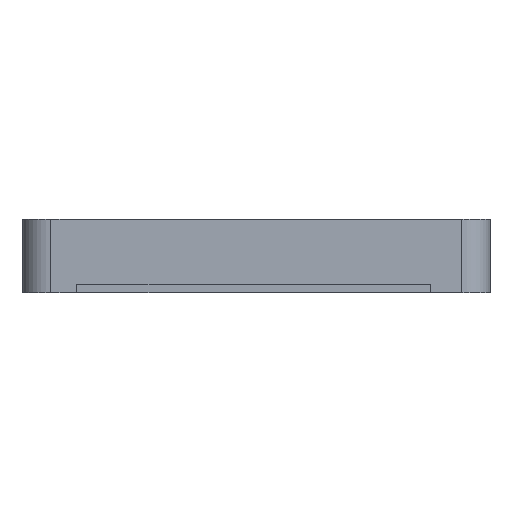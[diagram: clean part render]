
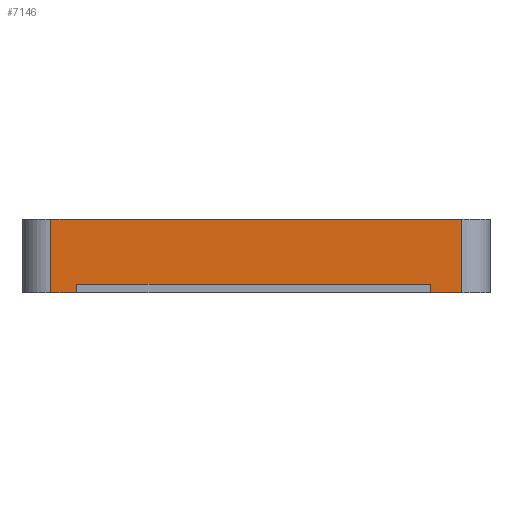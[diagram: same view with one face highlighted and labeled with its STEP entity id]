
A CAD part, left-side view. The second image highlights one B-rep face of the part: STEP entity #7146.
In plain terms, the highlighted planar face has unit normal (-1, 0, 0).
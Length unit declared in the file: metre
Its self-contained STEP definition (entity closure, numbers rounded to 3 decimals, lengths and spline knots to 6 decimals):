
#1297=ORIENTED_EDGE('',*,*,#3270,.F.);
#1298=ORIENTED_EDGE('',*,*,#3271,.T.);
#1299=ORIENTED_EDGE('',*,*,#3247,.T.);
#1300=ORIENTED_EDGE('',*,*,#3272,.T.);
#3247=EDGE_CURVE('',#4272,#4271,#4865,.T.);
#3270=EDGE_CURVE('',#4287,#4288,#4879,.T.);
#3271=EDGE_CURVE('',#4287,#4272,#4880,.F.);
#3272=EDGE_CURVE('',#4271,#4288,#4881,.T.);
#4271=VERTEX_POINT('',#10873);
#4272=VERTEX_POINT('',#10875);
#4287=VERTEX_POINT('',#10922);
#4288=VERTEX_POINT('',#10923);
#4865=LINE('',#10874,#5531);
#4879=LINE('',#10921,#5545);
#4880=LINE('',#10924,#5546);
#4881=LINE('',#10925,#5547);
#5531=VECTOR('',#8697,1.);
#5545=VECTOR('',#8747,1.);
#5546=VECTOR('',#8748,1.);
#5547=VECTOR('',#8749,1.);
#6077=EDGE_LOOP('',(#1297,#1298,#1299,#1300));
#6539=FACE_BOUND('',#6077,.T.);
#6927=PLANE('',#7725);
#7146=ADVANCED_FACE('',(#6539),#6927,.T.);
#7725=AXIS2_PLACEMENT_3D('',#10920,#8745,#8746);
#8697=DIRECTION('',(0.,1.,0.));
#8745=DIRECTION('',(-1.,0.,0.));
#8746=DIRECTION('',(0.,0.,1.));
#8747=DIRECTION('',(0.,1.,0.));
#8748=DIRECTION('',(0.,0.,-1.));
#8749=DIRECTION('',(0.,0.,-1.));
#10873=CARTESIAN_POINT('',(-0.033732,0.050418,0.013));
#10874=CARTESIAN_POINT('',(-0.033732,0.050668,0.013));
#10875=CARTESIAN_POINT('',(-0.033732,-0.021992,0.013));
#10920=CARTESIAN_POINT('',(-0.033732,0.050668,0.013));
#10921=CARTESIAN_POINT('',(-0.033732,0.050668,0.));
#10922=CARTESIAN_POINT('',(-0.033732,-0.021992,0.));
#10923=CARTESIAN_POINT('',(-0.033732,0.050418,0.));
#10924=CARTESIAN_POINT('',(-0.033732,-0.021992,0.013));
#10925=CARTESIAN_POINT('',(-0.033732,0.050418,0.013));
